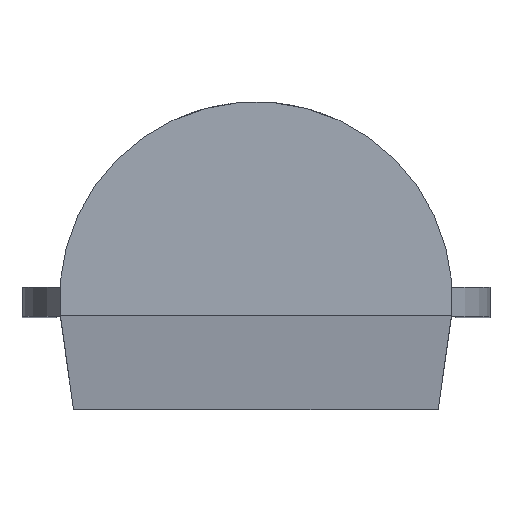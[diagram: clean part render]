
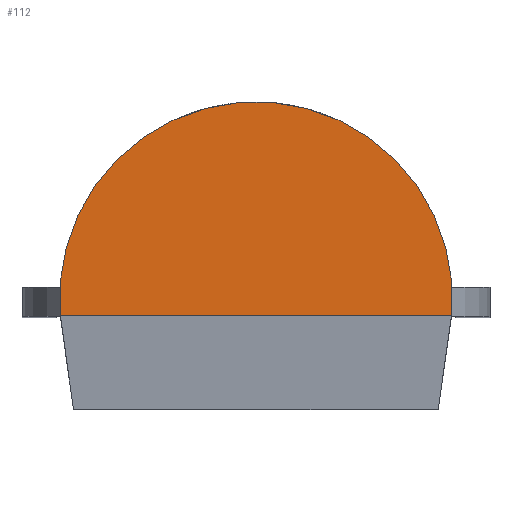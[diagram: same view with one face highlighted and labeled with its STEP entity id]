
A CAD part, top view. The second image highlights one B-rep face of the part: STEP entity #112.
In plain terms, the highlighted planar face has unit normal (0, 0, 1).
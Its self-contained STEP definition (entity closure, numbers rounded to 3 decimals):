
#112=ADVANCED_FACE('',(#186),#154,.T.);
#154=PLANE('',#850);
#186=FACE_OUTER_BOUND('',#226,.T.);
#226=EDGE_LOOP('',(#306,#307,#308));
#269=CIRCLE('',#849,2.3);
#306=ORIENTED_EDGE('',*,*,#585,.F.);
#307=ORIENTED_EDGE('',*,*,#586,.T.);
#308=ORIENTED_EDGE('',*,*,#584,.T.);
#514=VERTEX_POINT('',#1150);
#515=VERTEX_POINT('',#1152);
#516=VERTEX_POINT('',#1156);
#584=EDGE_CURVE('',#514,#515,#689,.T.);
#585=EDGE_CURVE('',#516,#515,#269,.T.);
#586=EDGE_CURVE('',#516,#514,#690,.T.);
#689=LINE('',#1153,#775);
#690=LINE('',#1157,#776);
#775=VECTOR('',#929,1.);
#776=VECTOR('',#934,1.);
#849=AXIS2_PLACEMENT_3D('',#1155,#932,#933);
#850=AXIS2_PLACEMENT_3D('',#1158,#935,#936);
#929=DIRECTION('',(1.,0.,0.));
#932=DIRECTION('',(0.,0.,-1.));
#933=DIRECTION('',(-1.,0.,0.));
#934=DIRECTION('',(1.,0.,0.));
#935=DIRECTION('',(0.,0.,1.));
#936=DIRECTION('',(1.,0.,0.));
#1150=CARTESIAN_POINT('',(2.289,-0.2,4.6));
#1152=CARTESIAN_POINT('',(2.291,-0.2,4.6));
#1153=CARTESIAN_POINT('',(0.,-0.2,4.6));
#1155=CARTESIAN_POINT('',(0.,0.,4.6));
#1156=CARTESIAN_POINT('',(-2.291,-0.2,4.6));
#1157=CARTESIAN_POINT('',(0.,-0.2,4.6));
#1158=CARTESIAN_POINT('',(0.,0.,4.6));
